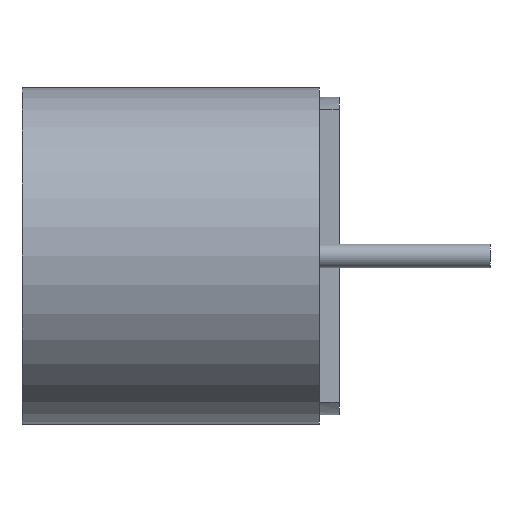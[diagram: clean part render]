
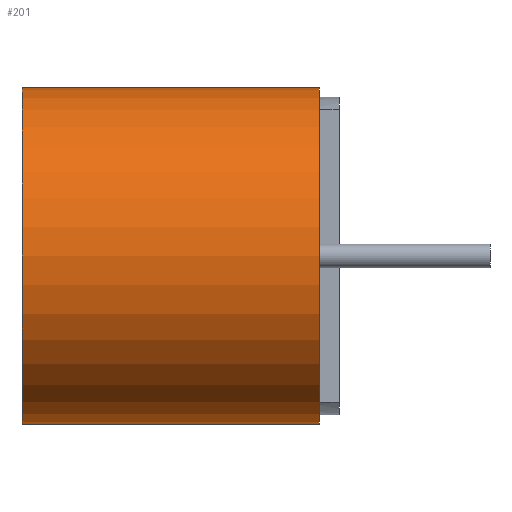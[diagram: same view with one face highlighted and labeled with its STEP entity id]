
A CAD part, left-side view. The second image highlights one B-rep face of the part: STEP entity #201.
In plain terms, the highlighted cylindrical face has radius 4.25 mm (diameter 8.5 mm), a partial arc.
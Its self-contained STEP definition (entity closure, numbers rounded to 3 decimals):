
#7 = AXIS2_PLACEMENT_3D ( 'NONE', #471, #520, #418 ) ;
#39 = VECTOR ( 'NONE', #258, 1000. ) ;
#85 = CYLINDRICAL_SURFACE ( 'NONE', #7, 4.25 ) ;
#116 = LINE ( 'NONE', #578, #39 ) ;
#139 = ORIENTED_EDGE ( 'NONE', *, *, #524, .T. ) ;
#141 = CARTESIAN_POINT ( 'NONE',  ( 0., 8., 4.25 ) ) ;
#142 = EDGE_CURVE ( 'NONE', #268, #671, #639, .T. ) ;
#151 = CARTESIAN_POINT ( 'NONE',  ( 0., 0.51, -4.25 ) ) ;
#191 = AXIS2_PLACEMENT_3D ( 'NONE', #337, #648, #604 ) ;
#201 = ADVANCED_FACE ( 'NONE', ( #339 ), #85, .T. ) ;
#210 = VERTEX_POINT ( 'NONE', #151 ) ;
#220 = ORIENTED_EDGE ( 'NONE', *, *, #226, .F. ) ;
#226 = EDGE_CURVE ( 'NONE', #463, #268, #612, .T. ) ;
#248 = DIRECTION ( 'NONE',  ( 0., -1., 0. ) ) ;
#258 = DIRECTION ( 'NONE',  ( 0., -1., 0. ) ) ;
#265 = CARTESIAN_POINT ( 'NONE',  ( 0., 8., 0. ) ) ;
#268 = VERTEX_POINT ( 'NONE', #424 ) ;
#317 = ORIENTED_EDGE ( 'NONE', *, *, #417, .F. ) ;
#324 = CARTESIAN_POINT ( 'NONE',  ( 0., 8., -4.25 ) ) ;
#328 = DIRECTION ( 'NONE',  ( 0., 1., 0. ) ) ;
#337 = CARTESIAN_POINT ( 'NONE',  ( 0., 0.51, 0. ) ) ;
#339 = FACE_OUTER_BOUND ( 'NONE', #650, .T. ) ;
#405 = AXIS2_PLACEMENT_3D ( 'NONE', #265, #328, #492 ) ;
#417 = EDGE_CURVE ( 'NONE', #671, #210, #600, .T. ) ;
#418 = DIRECTION ( 'NONE',  ( 0., 0., -1. ) ) ;
#424 = CARTESIAN_POINT ( 'NONE',  ( 0., 8., 4.25 ) ) ;
#463 = VERTEX_POINT ( 'NONE', #324 ) ;
#471 = CARTESIAN_POINT ( 'NONE',  ( 0., 8., 0. ) ) ;
#479 = CARTESIAN_POINT ( 'NONE',  ( 0., 0.51, 4.25 ) ) ;
#492 = DIRECTION ( 'NONE',  ( 0., 0., 1. ) ) ;
#520 = DIRECTION ( 'NONE',  ( 0., -1., 0. ) ) ;
#524 = EDGE_CURVE ( 'NONE', #463, #210, #116, .T. ) ;
#533 = VECTOR ( 'NONE', #248, 1000. ) ;
#578 = CARTESIAN_POINT ( 'NONE',  ( 0., 8., -4.25 ) ) ;
#600 = CIRCLE ( 'NONE', #191, 4.25 ) ;
#604 = DIRECTION ( 'NONE',  ( 0., 0., -1. ) ) ;
#605 = ORIENTED_EDGE ( 'NONE', *, *, #142, .F. ) ;
#612 = CIRCLE ( 'NONE', #405, 4.25 ) ;
#639 = LINE ( 'NONE', #141, #533 ) ;
#648 = DIRECTION ( 'NONE',  ( 0., -1., 0. ) ) ;
#650 = EDGE_LOOP ( 'NONE', ( #605, #220, #139, #317 ) ) ;
#671 = VERTEX_POINT ( 'NONE', #479 ) ;
